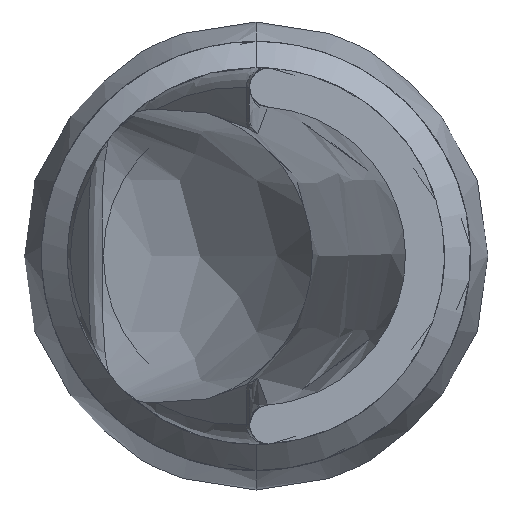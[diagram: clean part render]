
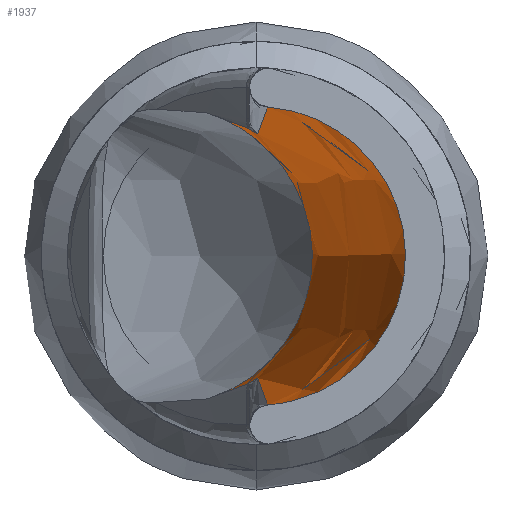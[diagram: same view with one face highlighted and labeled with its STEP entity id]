
A CAD part, left-side view. The second image highlights one B-rep face of the part: STEP entity #1937.
In plain terms, the highlighted free-form (B-spline) face has degree [3, 1] with [4, 2] control points.
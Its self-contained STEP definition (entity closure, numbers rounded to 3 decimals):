
#14 = EDGE_CURVE ( 'NONE', #1531, #633, #1287, .T. ) ;
#56 = CARTESIAN_POINT ( 'NONE',  ( 3.182, 0.189, -0.558 ) ) ;
#88 = CARTESIAN_POINT ( 'NONE',  ( 3.044, 0.095, 0.527 ) ) ;
#101 = CARTESIAN_POINT ( 'NONE',  ( 0.97, -0.032, -0.569 ) ) ;
#110 = CARTESIAN_POINT ( 'NONE',  ( 0., -0.045, 0.582 ) ) ;
#111 = CARTESIAN_POINT ( 'NONE',  ( 2.888, -0.007, -0.477 ) ) ;
#112 =( BOUNDED_SURFACE ( )  B_SPLINE_SURFACE ( 3, 1, ( 
 ( #884, #1868 ),
 ( #1202, #2021 ),
 ( #1080, #1516 ),
 ( #1070, #1348 ) ),
 .UNSPECIFIED., .F., .F., .F. ) 
 B_SPLINE_SURFACE_WITH_KNOTS ( ( 4, 4 ),
 ( 2, 2 ),
 ( 0., 1. ),
 ( 0., 1. ),
 .UNSPECIFIED. ) 
 GEOMETRIC_REPRESENTATION_ITEM ( )  RATIONAL_B_SPLINE_SURFACE ( (
 ( 1., 1.),
 ( 0.373, 0.373),
 ( 0.373, 0.373),
 ( 1., 1.) ) ) 
 REPRESENTATION_ITEM ( '' )  SURFACE ( )  );
#127 = CARTESIAN_POINT ( 'NONE',  ( 0.97, -0.032, 0.569 ) ) ;
#131 = ORIENTED_EDGE ( 'NONE', *, *, #209, .F. ) ;
#175 = EDGE_CURVE ( 'NONE', #1277, #805, #2045, .T. ) ;
#183 = ORIENTED_EDGE ( 'NONE', *, *, #536, .T. ) ;
#209 = EDGE_CURVE ( 'NONE', #2093, #633, #1478, .T. ) ;
#211 = ORIENTED_EDGE ( 'NONE', *, *, #1691, .F. ) ;
#236 = CARTESIAN_POINT ( 'NONE',  ( 2.888, -0.007, 0.477 ) ) ;
#260 = CARTESIAN_POINT ( 'NONE',  ( 2.888, -0.007, 0.477 ) ) ;
#370 = CARTESIAN_POINT ( 'NONE',  ( 3.192, -0.48, -0.352 ) ) ;
#437 = EDGE_CURVE ( 'NONE', #2004, #2093, #1918, .T. ) ;
#466 = CARTESIAN_POINT ( 'NONE',  ( 2.948, 0.033, 0.5 ) ) ;
#473 = CARTESIAN_POINT ( 'NONE',  ( 3.191, 0.194, 0.56 ) ) ;
#479 = CARTESIAN_POINT ( 'NONE',  ( 0., -0.329, 0.505 ) ) ;
#536 = EDGE_CURVE ( 'NONE', #1622, #1277, #706, .T. ) ;
#567 = EDGE_CURVE ( 'NONE', #691, #805, #1042, .T. ) ;
#568 = CARTESIAN_POINT ( 'NONE',  ( 2.948, 0.033, -0.5 ) ) ;
#576 = CARTESIAN_POINT ( 'NONE',  ( 3.029, 0.086, 0.523 ) ) ;
#587 = CARTESIAN_POINT ( 'NONE',  ( 3.118, 0.145, 0.545 ) ) ;
#588 = CARTESIAN_POINT ( 'NONE',  ( 2.908, 0.006, -0.485 ) ) ;
#597 = ORIENTED_EDGE ( 'NONE', *, *, #1755, .T. ) ;
#598 = CARTESIAN_POINT ( 'NONE',  ( 3.158, 0.171, 0.553 ) ) ;
#633 = VERTEX_POINT ( 'NONE', #1722 ) ;
#634 = ORIENTED_EDGE ( 'NONE', *, *, #437, .F. ) ;
#639 = CARTESIAN_POINT ( 'NONE',  ( 0., -0.329, -0.505 ) ) ;
#667 = B_SPLINE_CURVE_WITH_KNOTS ( 'NONE', 3,
 ( #1104, #1593, #1922, #1094 ),
 .UNSPECIFIED., .F., .F.,
 ( 4, 4 ),
 ( 0., 0. ),
 .UNSPECIFIED. ) ;
#673 = CARTESIAN_POINT ( 'NONE',  ( 2.929, 0.019, 0.492 ) ) ;
#691 = VERTEX_POINT ( 'NONE', #56 ) ;
#693 = EDGE_LOOP ( 'NONE', ( #1028, #1757, #597, #984, #131, #634, #211, #183 ) ) ;
#703 = FACE_OUTER_BOUND ( 'NONE', #693, .T. ) ;
#706 = B_SPLINE_CURVE_WITH_KNOTS ( 'NONE', 3,
 ( #1646, #987, #673, #1322 ),
 .UNSPECIFIED., .F., .F.,
 ( 4, 4 ),
 ( 0., 0. ),
 .UNSPECIFIED. ) ;
#742 = CARTESIAN_POINT ( 'NONE',  ( 0., -0.045, 0.582 ) ) ;
#748 = CARTESIAN_POINT ( 'NONE',  ( 3.05, 0.1, 0.529 ) ) ;
#762 = CARTESIAN_POINT ( 'NONE',  ( 1.933, -0.019, -0.535 ) ) ;
#790 = CARTESIAN_POINT ( 'NONE',  ( 0., -0.584, 0.147 ) ) ;
#791 = CARTESIAN_POINT ( 'NONE',  ( 0.485, -0.039, 0.579 ) ) ;
#805 = VERTEX_POINT ( 'NONE', #473 ) ;
#884 = CARTESIAN_POINT ( 'NONE',  ( 3.192, 0.33, -0.583 ) ) ;
#925 = CARTESIAN_POINT ( 'NONE',  ( 2.928, 0.019, -0.492 ) ) ;
#984 = ORIENTED_EDGE ( 'NONE', *, *, #14, .T. ) ;
#987 = CARTESIAN_POINT ( 'NONE',  ( 2.909, 0.006, 0.485 ) ) ;
#1028 = ORIENTED_EDGE ( 'NONE', *, *, #175, .T. ) ;
#1029 = CARTESIAN_POINT ( 'NONE',  ( 3.192, -0.48, 0.352 ) ) ;
#1042 =( BOUNDED_CURVE ( )  B_SPLINE_CURVE ( 3, ( #1626, #370, #1029, #1468 ),
 .UNSPECIFIED., .F., .T. ) 
 B_SPLINE_CURVE_WITH_KNOTS ( ( 4, 4 ),
 ( 0., 2.546 ),
 .UNSPECIFIED. ) 
 CURVE ( )  GEOMETRIC_REPRESENTATION_ITEM ( )  RATIONAL_B_SPLINE_CURVE ( ( 0.773, 0.409, 0.409, 0.773 ) ) 
 REPRESENTATION_ITEM ( '' )  );
#1051 = CARTESIAN_POINT ( 'NONE',  ( 3.062, 0.108, 0.532 ) ) ;
#1070 = CARTESIAN_POINT ( 'NONE',  ( 3.192, 0.33, 0.583 ) ) ;
#1080 = CARTESIAN_POINT ( 'NONE',  ( 3.192, -0.711, 0.522 ) ) ;
#1086 = CARTESIAN_POINT ( 'NONE',  ( 2.999, 0.066, 0.515 ) ) ;
#1089 = CARTESIAN_POINT ( 'NONE',  ( 2.948, 0.033, -0.5 ) ) ;
#1094 = CARTESIAN_POINT ( 'NONE',  ( 2.948, 0.033, -0.5 ) ) ;
#1104 = CARTESIAN_POINT ( 'NONE',  ( 3.182, 0.189, -0.558 ) ) ;
#1132 = CARTESIAN_POINT ( 'NONE',  ( 0., -0.045, -0.582 ) ) ;
#1202 = CARTESIAN_POINT ( 'NONE',  ( 3.192, -0.711, -0.522 ) ) ;
#1240 = CARTESIAN_POINT ( 'NONE',  ( 2.888, -0.007, -0.477 ) ) ;
#1263 = CARTESIAN_POINT ( 'NONE',  ( 2.411, -0.013, 0.511 ) ) ;
#1277 = VERTEX_POINT ( 'NONE', #466 ) ;
#1287 = B_SPLINE_CURVE_WITH_KNOTS ( 'NONE', 3,
 ( #568, #925, #588, #1240 ),
 .UNSPECIFIED., .F., .F.,
 ( 4, 4 ),
 ( 0., 0. ),
 .UNSPECIFIED. ) ;
#1322 = CARTESIAN_POINT ( 'NONE',  ( 2.948, 0.033, 0.5 ) ) ;
#1348 = CARTESIAN_POINT ( 'NONE',  ( 0., -0.034, 0.583 ) ) ;
#1402 = CARTESIAN_POINT ( 'NONE',  ( 0., -0.529, -0.289 ) ) ;
#1405 = CARTESIAN_POINT ( 'NONE',  ( 2.411, -0.013, -0.511 ) ) ;
#1430 = CARTESIAN_POINT ( 'NONE',  ( 0., -0.045, -0.582 ) ) ;
#1434 = CARTESIAN_POINT ( 'NONE',  ( 0., -0.529, 0.289 ) ) ;
#1468 = CARTESIAN_POINT ( 'NONE',  ( 3.191, 0.194, 0.56 ) ) ;
#1478 = B_SPLINE_CURVE_WITH_KNOTS ( 'NONE', 3,
 ( #1576, #1563, #101, #762, #1405, #111 ),
 .UNSPECIFIED., .F., .F.,
 ( 4, 2, 4 ),
 ( 0., 0.001, 0.003 ),
 .UNSPECIFIED. ) ;
#1516 = CARTESIAN_POINT ( 'NONE',  ( 0., -1.076, 0.522 ) ) ;
#1526 = B_SPLINE_CURVE_WITH_KNOTS ( 'NONE', 3,
 ( #236, #1263, #1575, #127, #791, #110 ),
 .UNSPECIFIED., .F., .F.,
 ( 4, 2, 4 ),
 ( 0., 0.001, 0.003 ),
 .UNSPECIFIED. ) ;
#1531 = VERTEX_POINT ( 'NONE', #1089 ) ;
#1541 = CARTESIAN_POINT ( 'NONE',  ( 2.948, 0.033, 0.5 ) ) ;
#1552 = CARTESIAN_POINT ( 'NONE',  ( 2.969, 0.046, 0.505 ) ) ;
#1563 = CARTESIAN_POINT ( 'NONE',  ( 0.485, -0.039, -0.579 ) ) ;
#1575 = CARTESIAN_POINT ( 'NONE',  ( 1.933, -0.019, 0.535 ) ) ;
#1576 = CARTESIAN_POINT ( 'NONE',  ( 0., -0.045, -0.582 ) ) ;
#1593 = CARTESIAN_POINT ( 'NONE',  ( 3.108, 0.138, -0.544 ) ) ;
#1603 = CARTESIAN_POINT ( 'NONE',  ( 0., -0.192, -0.571 ) ) ;
#1622 = VERTEX_POINT ( 'NONE', #260 ) ;
#1626 = CARTESIAN_POINT ( 'NONE',  ( 3.182, 0.189, -0.558 ) ) ;
#1646 = CARTESIAN_POINT ( 'NONE',  ( 2.888, -0.007, 0.477 ) ) ;
#1691 = EDGE_CURVE ( 'NONE', #1622, #2004, #1526, .T. ) ;
#1718 = CARTESIAN_POINT ( 'NONE',  ( 3.068, 0.111, 0.533 ) ) ;
#1722 = CARTESIAN_POINT ( 'NONE',  ( 2.888, -0.007, -0.477 ) ) ;
#1737 = CARTESIAN_POINT ( 'NONE',  ( 0., -0.045, 0.582 ) ) ;
#1755 = EDGE_CURVE ( 'NONE', #691, #1531, #667, .T. ) ;
#1757 = ORIENTED_EDGE ( 'NONE', *, *, #567, .F. ) ;
#1758 = CARTESIAN_POINT ( 'NONE',  ( 0., -0.584, -0.147 ) ) ;
#1863 = CARTESIAN_POINT ( 'NONE',  ( 3.191, 0.194, 0.56 ) ) ;
#1868 = CARTESIAN_POINT ( 'NONE',  ( 0., -0.034, -0.583 ) ) ;
#1918 = B_SPLINE_CURVE_WITH_KNOTS ( 'NONE', 3,
 ( #1737, #2064, #479, #1434, #790, #1758, #1402, #639, #1603, #1132 ),
 .UNSPECIFIED., .F., .F.,
 ( 4, 2, 2, 2, 4 ),
 ( 0., 0.747, 1.494, 2.241, 2.988 ),
 .UNSPECIFIED. ) ;
#1922 = CARTESIAN_POINT ( 'NONE',  ( 3.029, 0.086, -0.525 ) ) ;
#1937 = ADVANCED_FACE ( 'NONE', ( #703 ), #112, .F. ) ;
#2004 = VERTEX_POINT ( 'NONE', #742 ) ;
#2021 = CARTESIAN_POINT ( 'NONE',  ( 0., -1.076, -0.522 ) ) ;
#2045 = B_SPLINE_CURVE_WITH_KNOTS ( 'NONE', 3,
 ( #1541, #1552, #1086, #576, #88, #748, #1051, #1718, #587, #598, #1863 ),
 .UNSPECIFIED., .F., .F.,
 ( 4, 1, 2, 2, 2, 4 ),
 ( 0., 0., 0., 0., 0., 0. ),
 .UNSPECIFIED. ) ;
#2064 = CARTESIAN_POINT ( 'NONE',  ( 0., -0.192, 0.571 ) ) ;
#2093 = VERTEX_POINT ( 'NONE', #1430 ) ;
